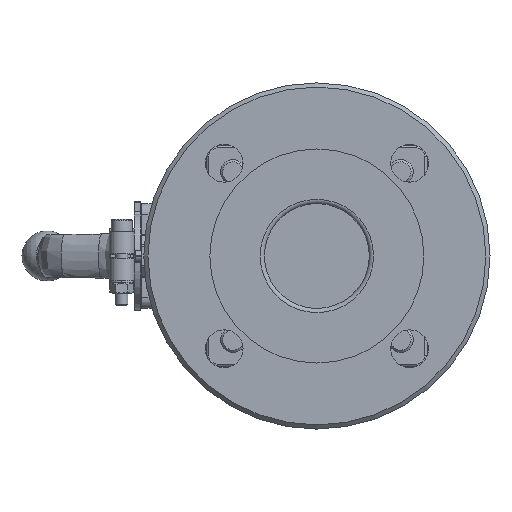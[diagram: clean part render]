
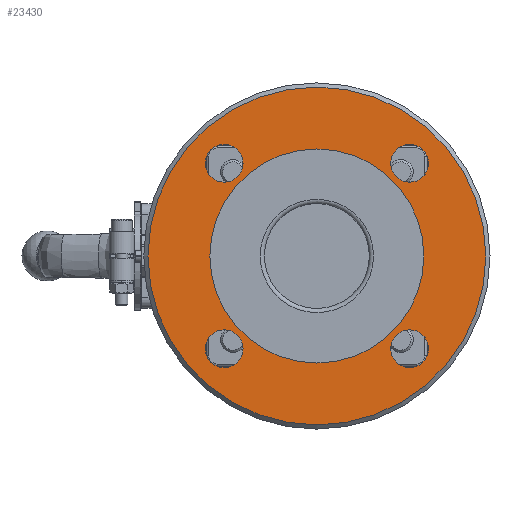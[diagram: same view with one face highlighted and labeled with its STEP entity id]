
A CAD part, left-side view. The second image highlights one B-rep face of the part: STEP entity #23430.
In plain terms, the highlighted planar face has unit normal (-1, 0, 0).
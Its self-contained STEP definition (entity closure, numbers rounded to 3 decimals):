
#1615=FACE_BOUND('',#3900,.T.);
#1616=FACE_BOUND('',#3901,.T.);
#1617=FACE_BOUND('',#3902,.T.);
#1618=FACE_BOUND('',#3903,.T.);
#1619=FACE_BOUND('',#3904,.T.);
#1862=PLANE('',#25014);
#2523=FACE_OUTER_BOUND('',#3899,.T.);
#3899=EDGE_LOOP('',(#16226));
#3900=EDGE_LOOP('',(#16227));
#3901=EDGE_LOOP('',(#16228));
#3902=EDGE_LOOP('',(#16229));
#3903=EDGE_LOOP('',(#16230));
#3904=EDGE_LOOP('',(#16231));
#5367=CIRCLE('',#25013,80.5);
#5368=CIRCLE('',#25015,9.);
#5369=CIRCLE('',#25016,9.);
#5370=CIRCLE('',#25017,9.);
#5371=CIRCLE('',#25018,9.);
#5372=CIRCLE('',#25019,51.);
#9614=VERTEX_POINT('',#35813);
#9615=VERTEX_POINT('',#35817);
#9616=VERTEX_POINT('',#35819);
#9617=VERTEX_POINT('',#35821);
#9618=VERTEX_POINT('',#35823);
#9619=VERTEX_POINT('',#35825);
#12065=EDGE_CURVE('',#9614,#9614,#5367,.T.);
#12066=EDGE_CURVE('',#9615,#9615,#5368,.T.);
#12067=EDGE_CURVE('',#9616,#9616,#5369,.T.);
#12068=EDGE_CURVE('',#9617,#9617,#5370,.T.);
#12069=EDGE_CURVE('',#9618,#9618,#5371,.T.);
#12070=EDGE_CURVE('',#9619,#9619,#5372,.T.);
#16226=ORIENTED_EDGE('',*,*,#12065,.F.);
#16227=ORIENTED_EDGE('',*,*,#12066,.T.);
#16228=ORIENTED_EDGE('',*,*,#12067,.T.);
#16229=ORIENTED_EDGE('',*,*,#12068,.T.);
#16230=ORIENTED_EDGE('',*,*,#12069,.T.);
#16231=ORIENTED_EDGE('',*,*,#12070,.T.);
#23430=ADVANCED_FACE('',(#2523,#1615,#1616,#1617,#1618,#1619),#1862,.T.);
#25013=AXIS2_PLACEMENT_3D('',#35815,#27727,#27728);
#25014=AXIS2_PLACEMENT_3D('',#35816,#27729,#27730);
#25015=AXIS2_PLACEMENT_3D('',#35818,#27731,#27732);
#25016=AXIS2_PLACEMENT_3D('',#35820,#27733,#27734);
#25017=AXIS2_PLACEMENT_3D('',#35822,#27735,#27736);
#25018=AXIS2_PLACEMENT_3D('',#35824,#27737,#27738);
#25019=AXIS2_PLACEMENT_3D('',#35826,#27739,#27740);
#27727=DIRECTION('center_axis',(1.,0.,0.));
#27728=DIRECTION('ref_axis',(0.,1.,0.));
#27729=DIRECTION('center_axis',(-1.,0.,0.));
#27730=DIRECTION('ref_axis',(0.,0.,1.));
#27731=DIRECTION('center_axis',(1.,0.,0.));
#27732=DIRECTION('ref_axis',(0.,0.,-1.));
#27733=DIRECTION('center_axis',(1.,0.,0.));
#27734=DIRECTION('ref_axis',(0.,0.,-1.));
#27735=DIRECTION('center_axis',(1.,0.,0.));
#27736=DIRECTION('ref_axis',(0.,0.,-1.));
#27737=DIRECTION('center_axis',(1.,0.,0.));
#27738=DIRECTION('ref_axis',(0.,0.,-1.));
#27739=DIRECTION('center_axis',(1.,0.,0.));
#27740=DIRECTION('ref_axis',(0.,1.,0.));
#35813=CARTESIAN_POINT('',(-22.638,-45.5,-1.75));
#35815=CARTESIAN_POINT('Origin',(-22.638,35.,-1.75));
#35816=CARTESIAN_POINT('Origin',(-22.638,100.75,-1.75));
#35817=CARTESIAN_POINT('',(-22.638,-9.194,51.444));
#35818=CARTESIAN_POINT('Origin',(-22.638,-9.194,42.444));
#35819=CARTESIAN_POINT('',(-22.638,79.194,-36.944));
#35820=CARTESIAN_POINT('Origin',(-22.638,79.194,-45.944));
#35821=CARTESIAN_POINT('',(-22.638,-9.194,-36.944));
#35822=CARTESIAN_POINT('Origin',(-22.638,-9.194,-45.944));
#35823=CARTESIAN_POINT('',(-22.638,79.194,51.444));
#35824=CARTESIAN_POINT('Origin',(-22.638,79.194,42.444));
#35825=CARTESIAN_POINT('',(-22.638,-16.,-1.75));
#35826=CARTESIAN_POINT('Origin',(-22.638,35.,-1.75));
